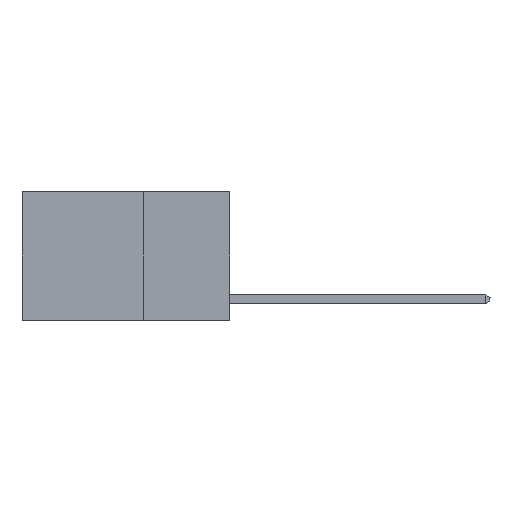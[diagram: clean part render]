
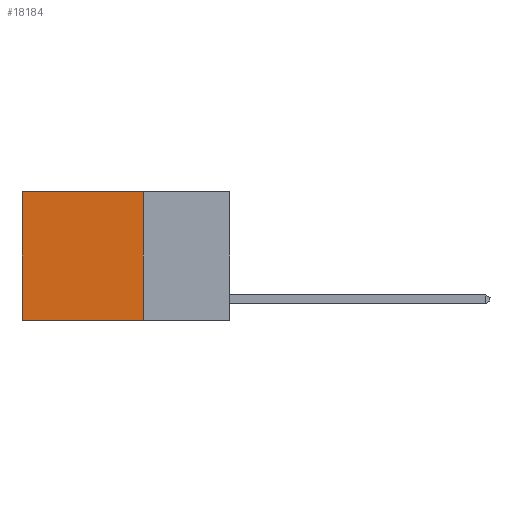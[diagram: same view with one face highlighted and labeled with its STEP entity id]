
A CAD part, left-side view. The second image highlights one B-rep face of the part: STEP entity #18184.
In plain terms, the highlighted planar face has unit normal (-1, 0, 0).
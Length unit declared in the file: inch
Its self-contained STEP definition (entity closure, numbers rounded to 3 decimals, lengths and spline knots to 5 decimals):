
#333 = VECTOR ( 'NONE', #22110, 39.37008 ) ;
#697 = CARTESIAN_POINT ( 'NONE',  ( 0.2625, 0.25, -0.37 ) ) ;
#1079 = CARTESIAN_POINT ( 'NONE',  ( 0.2625, 0.25, 0. ) ) ;
#1563 = CARTESIAN_POINT ( 'NONE',  ( 0.2625, 0.6, -0.37 ) ) ;
#2204 = EDGE_LOOP ( 'NONE', ( #9218, #4845, #9458, #18175 ) ) ;
#2439 = DIRECTION ( 'NONE',  ( 0., 1., 0. ) ) ;
#2836 = VERTEX_POINT ( 'NONE', #15083 ) ;
#2934 = PLANE ( 'NONE',  #5744 ) ;
#3925 = EDGE_CURVE ( 'NONE', #2836, #12295, #6698, .T. ) ;
#4845 = ORIENTED_EDGE ( 'NONE', *, *, #7136, .F. ) ;
#5075 = LINE ( 'NONE', #20022, #6244 ) ;
#5744 = AXIS2_PLACEMENT_3D ( 'NONE', #19096, #11807, #17441 ) ;
#6244 = VECTOR ( 'NONE', #12203, 39.37008 ) ;
#6698 = LINE ( 'NONE', #20239, #7301 ) ;
#7136 = EDGE_CURVE ( 'NONE', #17286, #16142, #13306, .T. ) ;
#7301 = VECTOR ( 'NONE', #2439, 39.37008 ) ;
#8562 = LINE ( 'NONE', #1079, #13990 ) ;
#9218 = ORIENTED_EDGE ( 'NONE', *, *, #21683, .T. ) ;
#9221 = CARTESIAN_POINT ( 'NONE',  ( 0.2625, 0.6, 0. ) ) ;
#9458 = ORIENTED_EDGE ( 'NONE', *, *, #17746, .F. ) ;
#9961 = DIRECTION ( 'NONE',  ( 0., 0., -1. ) ) ;
#10165 = FACE_OUTER_BOUND ( 'NONE', #2204, .T. ) ;
#11807 = DIRECTION ( 'NONE',  ( 1., 0., 0. ) ) ;
#12203 = DIRECTION ( 'NONE',  ( 0., 0., -1. ) ) ;
#12295 = VERTEX_POINT ( 'NONE', #9221 ) ;
#13306 = LINE ( 'NONE', #697, #333 ) ;
#13990 = VECTOR ( 'NONE', #9961, 39.37008 ) ;
#15083 = CARTESIAN_POINT ( 'NONE',  ( 0.2625, 0.25, 0. ) ) ;
#16142 = VERTEX_POINT ( 'NONE', #1563 ) ;
#17286 = VERTEX_POINT ( 'NONE', #19378 ) ;
#17441 = DIRECTION ( 'NONE',  ( 0., 0., -1. ) ) ;
#17746 = EDGE_CURVE ( 'NONE', #2836, #17286, #8562, .T. ) ;
#18175 = ORIENTED_EDGE ( 'NONE', *, *, #3925, .T. ) ;
#18184 = ADVANCED_FACE ( 'NONE', ( #10165 ), #2934, .F. ) ;
#19096 = CARTESIAN_POINT ( 'NONE',  ( 0.2625, 0.25, 0. ) ) ;
#19378 = CARTESIAN_POINT ( 'NONE',  ( 0.2625, 0.25, -0.37 ) ) ;
#20022 = CARTESIAN_POINT ( 'NONE',  ( 0.2625, 0.6, 0. ) ) ;
#20239 = CARTESIAN_POINT ( 'NONE',  ( 0.2625, 0.25, 0. ) ) ;
#21683 = EDGE_CURVE ( 'NONE', #12295, #16142, #5075, .T. ) ;
#22110 = DIRECTION ( 'NONE',  ( 0., 1., 0. ) ) ;
